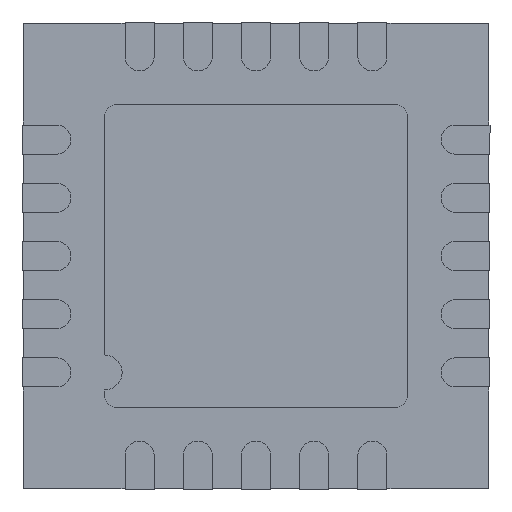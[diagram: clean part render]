
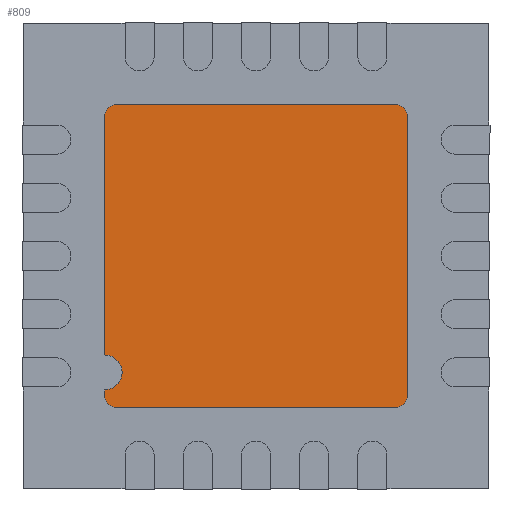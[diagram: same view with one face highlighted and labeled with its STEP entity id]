
A CAD part, front view. The second image highlights one B-rep face of the part: STEP entity #809.
In plain terms, the highlighted planar face has unit normal (0, -1, 0).
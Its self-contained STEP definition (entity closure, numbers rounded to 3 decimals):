
#73 = LINE ( 'NONE', #2282, #2108 ) ;
#172 = DIRECTION ( 'NONE',  ( 0., -1., 0. ) ) ;
#262 = VERTEX_POINT ( 'NONE', #3916 ) ;
#427 = CARTESIAN_POINT ( 'NONE',  ( -1.3, 0., 1.2 ) ) ;
#599 = LINE ( 'NONE', #6628, #3380 ) ;
#797 = VERTEX_POINT ( 'NONE', #1705 ) ;
#809 = ADVANCED_FACE ( 'NONE', ( #4328 ), #2087, .T. ) ;
#850 = CARTESIAN_POINT ( 'NONE',  ( -1.2, 0., -1.3 ) ) ;
#925 = VERTEX_POINT ( 'NONE', #6040 ) ;
#952 = VECTOR ( 'NONE', #3994, 1000. ) ;
#963 = ORIENTED_EDGE ( 'NONE', *, *, #2296, .T. ) ;
#1020 = ORIENTED_EDGE ( 'NONE', *, *, #3694, .T. ) ;
#1028 = VERTEX_POINT ( 'NONE', #6959 ) ;
#1066 = ORIENTED_EDGE ( 'NONE', *, *, #3769, .F. ) ;
#1088 = CIRCLE ( 'NONE', #4881, 0.1 ) ;
#1123 = VERTEX_POINT ( 'NONE', #3653 ) ;
#1192 = DIRECTION ( 'NONE',  ( 0., 0., 1. ) ) ;
#1471 = EDGE_CURVE ( 'NONE', #262, #797, #1501, .T. ) ;
#1501 = CIRCLE ( 'NONE', #6218, 0.15 ) ;
#1585 = VERTEX_POINT ( 'NONE', #3134 ) ;
#1675 = CIRCLE ( 'NONE', #5686, 0.1 ) ;
#1705 = CARTESIAN_POINT ( 'NONE',  ( -1.3, 0., -1.15 ) ) ;
#1777 = CARTESIAN_POINT ( 'NONE',  ( -1.3, 0., 1.2 ) ) ;
#1802 = EDGE_LOOP ( 'NONE', ( #5725, #963, #1066, #3565, #5967, #1020, #5400, #4806, #2077, #2172 ) ) ;
#1811 = CARTESIAN_POINT ( 'NONE',  ( 1.2, 0., -1.2 ) ) ;
#2077 = ORIENTED_EDGE ( 'NONE', *, *, #1471, .T. ) ;
#2087 = PLANE ( 'NONE',  #3223 ) ;
#2108 = VECTOR ( 'NONE', #3879, 1000. ) ;
#2172 = ORIENTED_EDGE ( 'NONE', *, *, #3708, .T. ) ;
#2231 = DIRECTION ( 'NONE',  ( 0., 1., 0. ) ) ;
#2237 = DIRECTION ( 'NONE',  ( 0., 1., 0. ) ) ;
#2282 = CARTESIAN_POINT ( 'NONE',  ( -1.3, 0., -1.15 ) ) ;
#2296 = EDGE_CURVE ( 'NONE', #1585, #925, #5205, .T. ) ;
#2440 = VERTEX_POINT ( 'NONE', #3747 ) ;
#2640 = LINE ( 'NONE', #427, #5543 ) ;
#2860 = DIRECTION ( 'NONE',  ( -1., 0., 0. ) ) ;
#2907 = LINE ( 'NONE', #6177, #952 ) ;
#2911 = EDGE_CURVE ( 'NONE', #3385, #262, #2640, .T. ) ;
#3014 = CARTESIAN_POINT ( 'NONE',  ( 1.2, 0., 1.3 ) ) ;
#3134 = CARTESIAN_POINT ( 'NONE',  ( -1.2, 0., -1.3 ) ) ;
#3137 = VERTEX_POINT ( 'NONE', #4556 ) ;
#3223 = AXIS2_PLACEMENT_3D ( 'NONE', #1811, #5112, #6120 ) ;
#3293 = DIRECTION ( 'NONE',  ( 0., 0., 1. ) ) ;
#3327 = CARTESIAN_POINT ( 'NONE',  ( 1.2, 0., -1.2 ) ) ;
#3380 = VECTOR ( 'NONE', #2860, 1000. ) ;
#3385 = VERTEX_POINT ( 'NONE', #1777 ) ;
#3565 = ORIENTED_EDGE ( 'NONE', *, *, #3615, .T. ) ;
#3615 = EDGE_CURVE ( 'NONE', #1123, #1028, #2907, .T. ) ;
#3653 = CARTESIAN_POINT ( 'NONE',  ( 1.3, 0., -1.2 ) ) ;
#3694 = EDGE_CURVE ( 'NONE', #5716, #2440, #599, .T. ) ;
#3708 = EDGE_CURVE ( 'NONE', #797, #3137, #73, .T. ) ;
#3747 = CARTESIAN_POINT ( 'NONE',  ( -1.2, 0., 1.3 ) ) ;
#3769 = EDGE_CURVE ( 'NONE', #1123, #925, #6712, .T. ) ;
#3827 = CARTESIAN_POINT ( 'NONE',  ( -1.3, 0., -1. ) ) ;
#3861 = DIRECTION ( 'NONE',  ( 0., 0., 1. ) ) ;
#3879 = DIRECTION ( 'NONE',  ( 0., 0., -1. ) ) ;
#3916 = CARTESIAN_POINT ( 'NONE',  ( -1.3, 0., -0.85 ) ) ;
#3938 = EDGE_CURVE ( 'NONE', #3385, #2440, #6482, .T. ) ;
#3941 = CARTESIAN_POINT ( 'NONE',  ( -1.2, 0., 1.2 ) ) ;
#3994 = DIRECTION ( 'NONE',  ( 0., 0., 1. ) ) ;
#4071 = DIRECTION ( 'NONE',  ( 0., 0., 1. ) ) ;
#4328 = FACE_OUTER_BOUND ( 'NONE', #1802, .T. ) ;
#4556 = CARTESIAN_POINT ( 'NONE',  ( -1.3, 0., -1.2 ) ) ;
#4806 = ORIENTED_EDGE ( 'NONE', *, *, #2911, .T. ) ;
#4881 = AXIS2_PLACEMENT_3D ( 'NONE', #5648, #172, #4071 ) ;
#4901 = DIRECTION ( 'NONE',  ( 0., 0., 1. ) ) ;
#4931 = EDGE_CURVE ( 'NONE', #1028, #5716, #1088, .T. ) ;
#5043 = DIRECTION ( 'NONE',  ( 0., 1., 0. ) ) ;
#5112 = DIRECTION ( 'NONE',  ( 0., -1., 0. ) ) ;
#5205 = LINE ( 'NONE', #850, #6782 ) ;
#5249 = EDGE_CURVE ( 'NONE', #1585, #3137, #1675, .T. ) ;
#5330 = AXIS2_PLACEMENT_3D ( 'NONE', #3941, #7051, #1192 ) ;
#5400 = ORIENTED_EDGE ( 'NONE', *, *, #3938, .F. ) ;
#5543 = VECTOR ( 'NONE', #5920, 1000. ) ;
#5648 = CARTESIAN_POINT ( 'NONE',  ( 1.2, 0., 1.2 ) ) ;
#5686 = AXIS2_PLACEMENT_3D ( 'NONE', #6079, #2231, #3861 ) ;
#5716 = VERTEX_POINT ( 'NONE', #3014 ) ;
#5725 = ORIENTED_EDGE ( 'NONE', *, *, #5249, .F. ) ;
#5920 = DIRECTION ( 'NONE',  ( 0., 0., -1. ) ) ;
#5967 = ORIENTED_EDGE ( 'NONE', *, *, #4931, .T. ) ;
#6040 = CARTESIAN_POINT ( 'NONE',  ( 1.2, 0., -1.3 ) ) ;
#6079 = CARTESIAN_POINT ( 'NONE',  ( -1.2, 0., -1.2 ) ) ;
#6120 = DIRECTION ( 'NONE',  ( 0., 0., -1. ) ) ;
#6177 = CARTESIAN_POINT ( 'NONE',  ( 1.3, 0., 1.2 ) ) ;
#6192 = DIRECTION ( 'NONE',  ( 1., 0., 0. ) ) ;
#6218 = AXIS2_PLACEMENT_3D ( 'NONE', #3827, #2237, #3293 ) ;
#6482 = CIRCLE ( 'NONE', #5330, 0.1 ) ;
#6628 = CARTESIAN_POINT ( 'NONE',  ( -1.2, 0., 1.3 ) ) ;
#6712 = CIRCLE ( 'NONE', #7053, 0.1 ) ;
#6782 = VECTOR ( 'NONE', #6192, 1000. ) ;
#6959 = CARTESIAN_POINT ( 'NONE',  ( 1.3, 0., 1.2 ) ) ;
#7051 = DIRECTION ( 'NONE',  ( 0., 1., 0. ) ) ;
#7053 = AXIS2_PLACEMENT_3D ( 'NONE', #3327, #5043, #4901 ) ;
